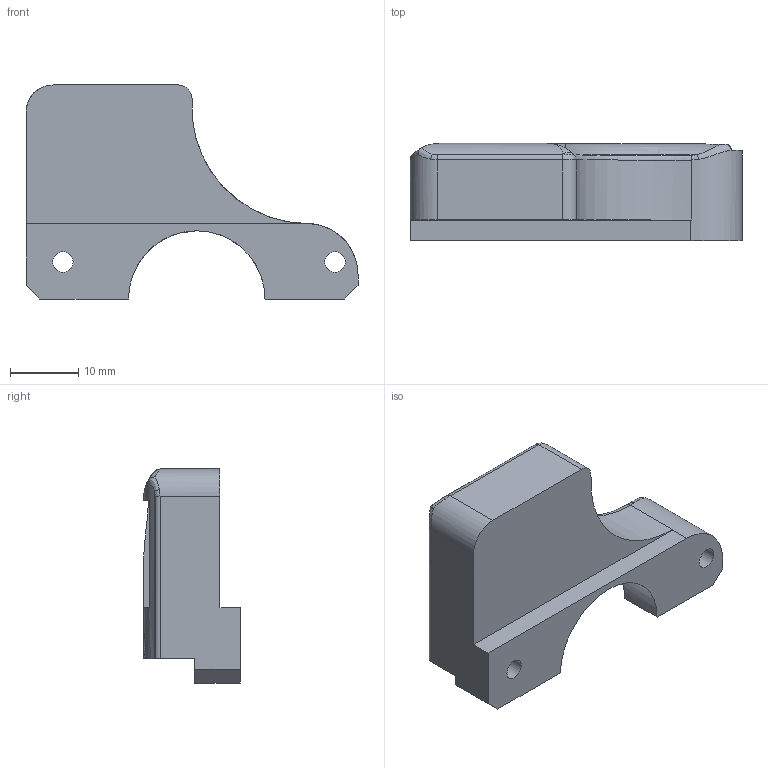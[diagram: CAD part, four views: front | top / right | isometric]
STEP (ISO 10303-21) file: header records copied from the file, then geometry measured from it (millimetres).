
FILE_DESCRIPTION(('HOOPS Exchange Step'),'2;1');
FILE_NAME('temp_export.step','2020-05-11T10:48:44-05:00',('mobile'),('Shapr3D Limited'),'HOOPS Exchange 2018.1','Shapr3D','Authorized');
FILE_SCHEMA( ('AP203_CONFIGURATION_CONTROLLED_3D_DESIGN_OF_MECHANICAL_PARTS_AND_ASSEMBLIES_MIM_LF') );
Length unit declared in the file: millimetre
Products named in the file (1): Dragon Duct
Bounding box: 48.64 x 14.2 x 31.36 mm (x, y, z)
Volume: 6785.6 mm3; surface area: 4659.2 mm2
Topology: 1 solids, 1 shells, 77 faces, 206 edges, 130 vertices
Faces by surface type: plane 30, cylinder 18, bspline 18, cone 8, torus 3
Full cylindrical faces by diameter (mm): 3 x2
Entity records: 6065 total; most frequent: CARTESIAN_POINT 4259, ORIENTED_EDGE 410, DIRECTION 311, EDGE_CURVE 205, VERTEX_POINT 130, AXIS2_PLACEMENT_3D 114, VECTOR 83, LINE 83
